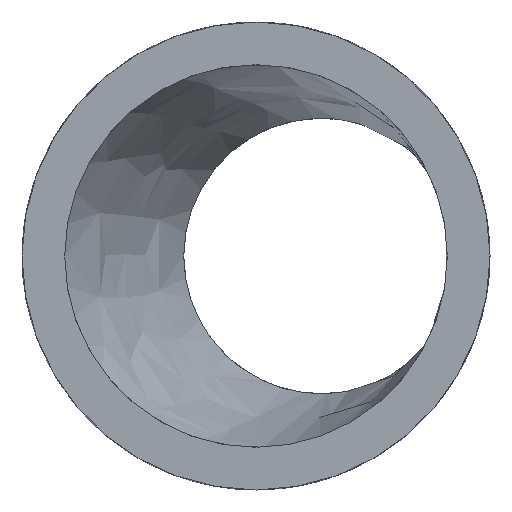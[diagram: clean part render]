
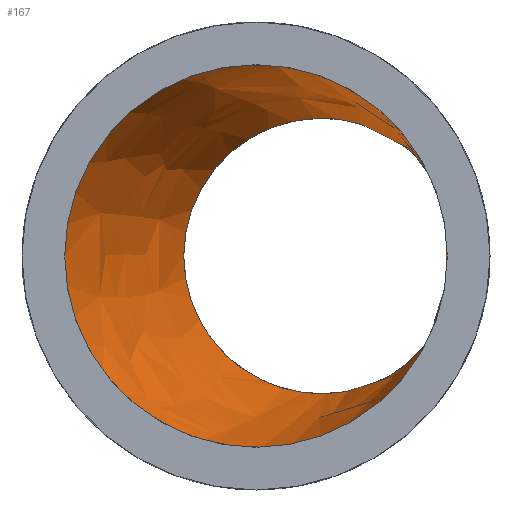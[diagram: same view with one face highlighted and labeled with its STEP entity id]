
A CAD part, left-side view. The second image highlights one B-rep face of the part: STEP entity #167.
In plain terms, the highlighted free-form (B-spline) face has degree [1, 2] with [2, 9] control points.
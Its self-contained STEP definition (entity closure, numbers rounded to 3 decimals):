
#31=CIRCLE('',#195,51.1);
#32=CIRCLE('',#196,51.1);
#33=CIRCLE('',#197,36.8);
#34=CIRCLE('',#198,36.8);
#35=CIRCLE('',#199,36.8);
#36=CIRCLE('',#200,36.8);
#37=CIRCLE('',#201,51.1);
#38=CIRCLE('',#202,51.1);
#43=(
BOUNDED_SURFACE()
B_SPLINE_SURFACE(1,2,((#844,#845,#846,#847,#848,#849,#850,#851,#852),(#853,
#854,#855,#856,#857,#858,#859,#860,#861)),.UNSPECIFIED.,.F.,.T.,.F.)
B_SPLINE_SURFACE_WITH_KNOTS((2,2),(3,2,2,2,3),(-0.212,1.773),
(-3.142,-1.571,0.,1.571,3.142),
 .UNSPECIFIED.)
GEOMETRIC_REPRESENTATION_ITEM()
RATIONAL_B_SPLINE_SURFACE(((1.,0.707,1.,0.707,1.,
0.707,1.,0.707,1.),(1.,0.707,1.,0.707,
1.,0.707,1.,0.707,1.)))
REPRESENTATION_ITEM('')
SURFACE()
);
#47=FACE_OUTER_BOUND('',#57,.T.);
#57=EDGE_LOOP('',(#121,#122,#123,#124,#125,#126,#127,#128,#129,#130));
#73=B_SPLINE_CURVE_WITH_KNOTS('',1,(#868,#869),.UNSPECIFIED.,.F.,.F.,(2,
2),(0.008,1.622),.UNSPECIFIED.);
#79=VERTEX_POINT('',#862);
#80=VERTEX_POINT('',#863);
#81=VERTEX_POINT('',#865);
#82=VERTEX_POINT('',#867);
#83=VERTEX_POINT('',#870);
#84=VERTEX_POINT('',#872);
#85=VERTEX_POINT('',#874);
#86=VERTEX_POINT('',#877);
#97=EDGE_CURVE('',#79,#80,#31,.T.);
#98=EDGE_CURVE('',#80,#81,#32,.T.);
#99=EDGE_CURVE('',#81,#82,#73,.T.);
#100=EDGE_CURVE('',#82,#83,#33,.T.);
#101=EDGE_CURVE('',#83,#84,#34,.T.);
#102=EDGE_CURVE('',#84,#85,#35,.T.);
#103=EDGE_CURVE('',#85,#82,#36,.T.);
#104=EDGE_CURVE('',#81,#86,#37,.T.);
#105=EDGE_CURVE('',#86,#79,#38,.T.);
#121=ORIENTED_EDGE('',*,*,#97,.T.);
#122=ORIENTED_EDGE('',*,*,#98,.T.);
#123=ORIENTED_EDGE('',*,*,#99,.T.);
#124=ORIENTED_EDGE('',*,*,#100,.T.);
#125=ORIENTED_EDGE('',*,*,#101,.T.);
#126=ORIENTED_EDGE('',*,*,#102,.T.);
#127=ORIENTED_EDGE('',*,*,#103,.T.);
#128=ORIENTED_EDGE('',*,*,#99,.F.);
#129=ORIENTED_EDGE('',*,*,#104,.T.);
#130=ORIENTED_EDGE('',*,*,#105,.T.);
#167=ADVANCED_FACE('',(#47),#43,.T.);
#195=AXIS2_PLACEMENT_3D('',#864,#215,#216);
#196=AXIS2_PLACEMENT_3D('',#866,#217,#218);
#197=AXIS2_PLACEMENT_3D('',#871,#219,#220);
#198=AXIS2_PLACEMENT_3D('',#873,#221,#222);
#199=AXIS2_PLACEMENT_3D('',#875,#223,#224);
#200=AXIS2_PLACEMENT_3D('',#876,#225,#226);
#201=AXIS2_PLACEMENT_3D('',#878,#227,#228);
#202=AXIS2_PLACEMENT_3D('',#879,#229,#230);
#215=DIRECTION('center_axis',(-1.,0.,0.));
#216=DIRECTION('ref_axis',(0.,-1.,0.));
#217=DIRECTION('center_axis',(-1.,0.,0.));
#218=DIRECTION('ref_axis',(0.,-1.,0.));
#219=DIRECTION('center_axis',(1.,0.,0.));
#220=DIRECTION('ref_axis',(0.,-1.,0.));
#221=DIRECTION('center_axis',(1.,0.,0.));
#222=DIRECTION('ref_axis',(0.,-1.,0.));
#223=DIRECTION('center_axis',(1.,0.,0.));
#224=DIRECTION('ref_axis',(0.,-1.,0.));
#225=DIRECTION('center_axis',(1.,0.,0.));
#226=DIRECTION('ref_axis',(0.,-1.,0.));
#227=DIRECTION('center_axis',(-1.,0.,0.));
#228=DIRECTION('ref_axis',(0.,-1.,0.));
#229=DIRECTION('center_axis',(-1.,0.,0.));
#230=DIRECTION('ref_axis',(0.,-1.,0.));
#844=CARTESIAN_POINT('Ctrl Pts',(95.682,17.935,-53.01));
#845=CARTESIAN_POINT('Ctrl Pts',(106.5,68.6,-53.01));
#846=CARTESIAN_POINT('Ctrl Pts',(106.5,68.6,0.));
#847=CARTESIAN_POINT('Ctrl Pts',(106.5,68.6,53.01));
#848=CARTESIAN_POINT('Ctrl Pts',(95.682,17.935,53.01));
#849=CARTESIAN_POINT('Ctrl Pts',(84.863,-32.729,53.01));
#850=CARTESIAN_POINT('Ctrl Pts',(84.863,-32.729,0.));
#851=CARTESIAN_POINT('Ctrl Pts',(84.863,-32.729,-53.01));
#852=CARTESIAN_POINT('Ctrl Pts',(95.682,17.935,-53.01));
#853=CARTESIAN_POINT('Ctrl Pts',(193.452,-2.941,-35.436));
#854=CARTESIAN_POINT('Ctrl Pts',(200.684,30.927,-35.436));
#855=CARTESIAN_POINT('Ctrl Pts',(200.684,30.927,0.));
#856=CARTESIAN_POINT('Ctrl Pts',(200.684,30.927,35.436));
#857=CARTESIAN_POINT('Ctrl Pts',(193.452,-2.941,35.436));
#858=CARTESIAN_POINT('Ctrl Pts',(186.22,-36.809,35.436));
#859=CARTESIAN_POINT('Ctrl Pts',(186.22,-36.809,0.));
#860=CARTESIAN_POINT('Ctrl Pts',(186.22,-36.809,-35.436));
#861=CARTESIAN_POINT('Ctrl Pts',(193.452,-2.941,-35.436));
#862=CARTESIAN_POINT('',(106.5,-24.256,29.456));
#863=CARTESIAN_POINT('',(106.5,68.6,0.));
#864=CARTESIAN_POINT('Origin',(106.5,17.5,0.));
#865=CARTESIAN_POINT('',(106.5,15.625,-51.066));
#866=CARTESIAN_POINT('Origin',(106.5,17.5,0.));
#867=CARTESIAN_POINT('',(186.,-1.35,-36.775));
#868=CARTESIAN_POINT('Ctrl Pts',(106.5,15.625,-51.066));
#869=CARTESIAN_POINT('Ctrl Pts',(186.,-1.35,-36.775));
#870=CARTESIAN_POINT('',(186.,36.8,0.));
#871=CARTESIAN_POINT('Origin',(186.,0.,0.));
#872=CARTESIAN_POINT('',(186.,-30.071,21.213));
#873=CARTESIAN_POINT('Origin',(186.,0.,0.));
#874=CARTESIAN_POINT('',(186.,-30.071,-21.213));
#875=CARTESIAN_POINT('Origin',(186.,0.,0.));
#876=CARTESIAN_POINT('Origin',(186.,0.,0.));
#877=CARTESIAN_POINT('',(106.5,-24.256,-29.456));
#878=CARTESIAN_POINT('Origin',(106.5,17.5,0.));
#879=CARTESIAN_POINT('Origin',(106.5,17.5,0.));
